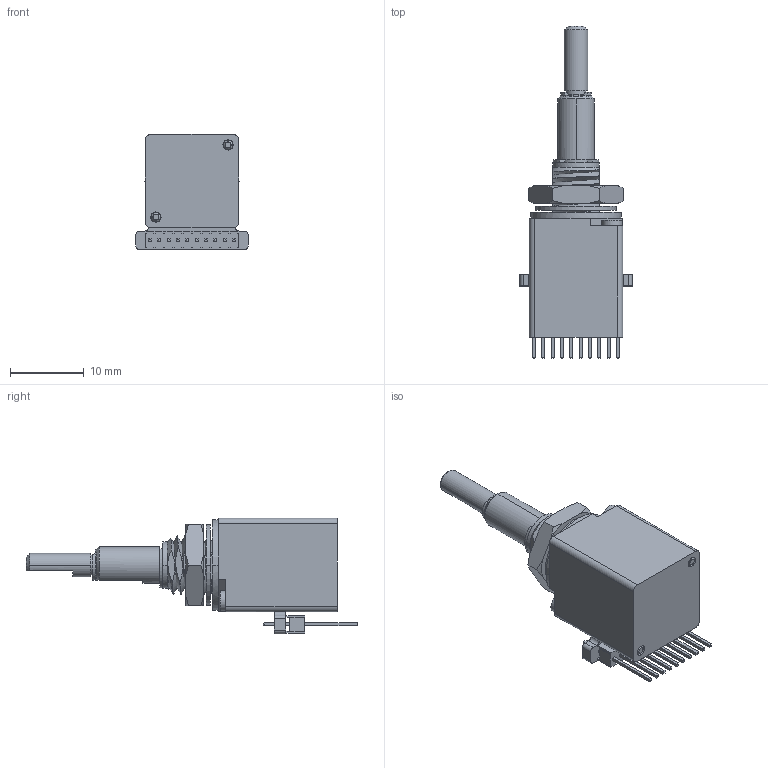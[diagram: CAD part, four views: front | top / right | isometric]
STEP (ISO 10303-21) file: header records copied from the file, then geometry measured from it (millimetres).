
FILE_DESCRIPTION((''),'2;1');
FILE_NAME('20SXXXX-XXXX-P','2014-05-27T',('jjanota'),(''),'PRO/ENGINEER BY PARAMETRIC TECHNOLOGY CORPORATION, 2011490','PRO/ENGINEER BY PARAMETRIC TECHNOLOGY CORPORATION, 2011490','');
FILE_SCHEMA(('CONFIG_CONTROL_DESIGN'));
Length unit declared in the file: inch
Products named in the file (1): 20SXXXX-XXXX-P
Bounding box: 15.24 x 45.07 x 15.68 mm (x, y, z)
Volume: 3439.8 mm3; surface area: 3134.8 mm2
Topology: 2 solids, 21 shells, 667 faces, 1783 edges, 1133 vertices
Faces by surface type: plane 414, cylinder 152, torus 52, cone 37, bspline 12
Entity records: 33389 total; most frequent: CARTESIAN_POINT 13398, ORIENTED_EDGE 3554, DIRECTION 3462, EDGE_CURVE 1783, AXIS2_PLACEMENT_3D 1177, VERTEX_POINT 1133, VECTOR 1108, LINE 1108
